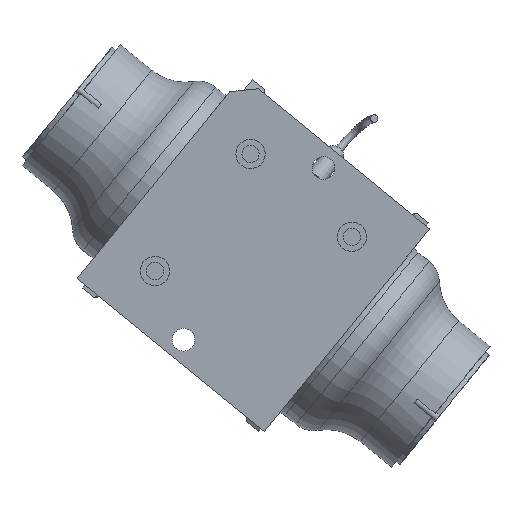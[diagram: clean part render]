
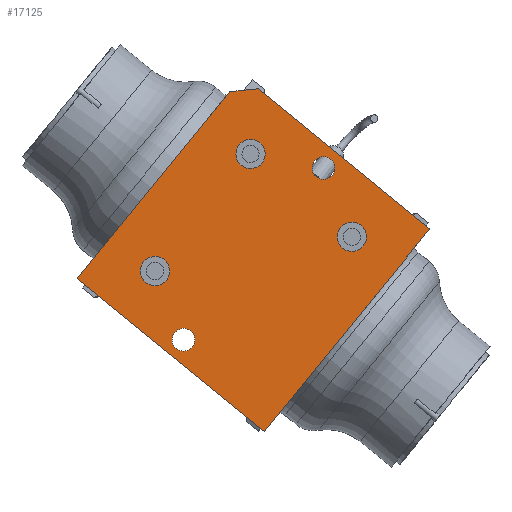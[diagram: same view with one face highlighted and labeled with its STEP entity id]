
A CAD part, front view. The second image highlights one B-rep face of the part: STEP entity #17125.
In plain terms, the highlighted face is planar.
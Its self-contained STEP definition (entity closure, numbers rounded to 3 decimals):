
#484=FACE_BOUND('',#2046,.T.);
#485=FACE_BOUND('',#2047,.T.);
#486=FACE_BOUND('',#2048,.T.);
#487=FACE_BOUND('',#2049,.T.);
#488=FACE_BOUND('',#2050,.T.);
#1268=FACE_OUTER_BOUND('',#2045,.T.);
#2045=EDGE_LOOP('',(#12650,#12651,#12652,#12653,#12654));
#2046=EDGE_LOOP('',(#12655));
#2047=EDGE_LOOP('',(#12656));
#2048=EDGE_LOOP('',(#12657));
#2049=EDGE_LOOP('',(#12658));
#2050=EDGE_LOOP('',(#12659));
#2952=LINE('',#25963,#4568);
#2997=LINE('',#26063,#4613);
#2999=LINE('',#26067,#4615);
#3009=LINE('',#26112,#4625);
#3011=LINE('',#26115,#4627);
#4568=VECTOR('',#20469,10.);
#4613=VECTOR('',#20560,10.);
#4615=VECTOR('',#20564,10.);
#4625=VECTOR('',#20620,10.);
#4627=VECTOR('',#20624,10.);
#5907=CIRCLE('',#18166,2.9);
#5910=CIRCLE('',#18172,2.9);
#5913=CIRCLE('',#18178,2.9);
#5914=CIRCLE('',#18181,2.25);
#5915=CIRCLE('',#18183,2.25);
#6871=VERTEX_POINT('',#25960);
#6872=VERTEX_POINT('',#25962);
#6904=VERTEX_POINT('',#26062);
#6905=VERTEX_POINT('',#26066);
#6908=VERTEX_POINT('',#26075);
#6911=VERTEX_POINT('',#26086);
#6914=VERTEX_POINT('',#26097);
#6915=VERTEX_POINT('',#26103);
#6916=VERTEX_POINT('',#26107);
#6917=VERTEX_POINT('',#26111);
#8996=EDGE_CURVE('',#6871,#6872,#2952,.T.);
#9046=EDGE_CURVE('',#6872,#6904,#2997,.T.);
#9048=EDGE_CURVE('',#6904,#6905,#2999,.T.);
#9052=EDGE_CURVE('',#6908,#6908,#5907,.T.);
#9057=EDGE_CURVE('',#6911,#6911,#5910,.T.);
#9062=EDGE_CURVE('',#6914,#6914,#5913,.T.);
#9066=EDGE_CURVE('',#6915,#6915,#5914,.T.);
#9068=EDGE_CURVE('',#6916,#6916,#5915,.T.);
#9069=EDGE_CURVE('',#6917,#6871,#3009,.T.);
#9071=EDGE_CURVE('',#6905,#6917,#3011,.T.);
#12650=ORIENTED_EDGE('',*,*,#9046,.F.);
#12651=ORIENTED_EDGE('',*,*,#8996,.F.);
#12652=ORIENTED_EDGE('',*,*,#9069,.F.);
#12653=ORIENTED_EDGE('',*,*,#9071,.F.);
#12654=ORIENTED_EDGE('',*,*,#9048,.F.);
#12655=ORIENTED_EDGE('',*,*,#9052,.T.);
#12656=ORIENTED_EDGE('',*,*,#9057,.T.);
#12657=ORIENTED_EDGE('',*,*,#9062,.T.);
#12658=ORIENTED_EDGE('',*,*,#9066,.T.);
#12659=ORIENTED_EDGE('',*,*,#9068,.T.);
#16579=PLANE('',#18186);
#17125=ADVANCED_FACE('',(#1268,#484,#485,#486,#487,#488),#16579,.F.);
#18166=AXIS2_PLACEMENT_3D('',#26076,#20574,#20575);
#18172=AXIS2_PLACEMENT_3D('',#26087,#20588,#20589);
#18178=AXIS2_PLACEMENT_3D('',#26098,#20602,#20603);
#18181=AXIS2_PLACEMENT_3D('',#26105,#20611,#20612);
#18183=AXIS2_PLACEMENT_3D('',#26109,#20616,#20617);
#18186=AXIS2_PLACEMENT_3D('',#26116,#20625,#20626);
#20469=DIRECTION('',(0.,-1.,0.));
#20560=DIRECTION('',(0.707,-0.707,0.));
#20564=DIRECTION('',(1.,0.,0.));
#20574=DIRECTION('center_axis',(0.,0.,1.));
#20575=DIRECTION('ref_axis',(-1.,0.,0.));
#20588=DIRECTION('center_axis',(0.,0.,1.));
#20589=DIRECTION('ref_axis',(-1.,0.,0.));
#20602=DIRECTION('center_axis',(0.,0.,1.));
#20603=DIRECTION('ref_axis',(-1.,0.,0.));
#20611=DIRECTION('center_axis',(0.,0.,1.));
#20612=DIRECTION('ref_axis',(1.,0.,0.));
#20616=DIRECTION('center_axis',(0.,0.,1.));
#20617=DIRECTION('ref_axis',(1.,0.,0.));
#20620=DIRECTION('',(-1.,0.,0.));
#20624=DIRECTION('',(0.,1.,0.));
#20625=DIRECTION('center_axis',(0.,0.,1.));
#20626=DIRECTION('ref_axis',(1.,0.,0.));
#25960=CARTESIAN_POINT('',(-24.,26.,0.));
#25962=CARTESIAN_POINT('',(-24.,-22.,0.));
#25963=CARTESIAN_POINT('',(-24.,26.,0.));
#26062=CARTESIAN_POINT('',(-20.,-26.,0.));
#26063=CARTESIAN_POINT('',(-22.5,-23.5,0.));
#26066=CARTESIAN_POINT('',(24.,-26.,0.));
#26067=CARTESIAN_POINT('',(-24.,-26.,0.));
#26075=CARTESIAN_POINT('',(-10.1,-15.,0.));
#26076=CARTESIAN_POINT('Origin',(-13.,-15.,0.));
#26086=CARTESIAN_POINT('',(-10.1,15.,0.));
#26087=CARTESIAN_POINT('Origin',(-13.,15.,0.));
#26097=CARTESIAN_POINT('',(15.9,-15.,0.));
#26098=CARTESIAN_POINT('Origin',(13.,-15.,0.));
#26103=CARTESIAN_POINT('',(-2.25,22.,0.));
#26105=CARTESIAN_POINT('Origin',(0.,22.,0.));
#26107=CARTESIAN_POINT('',(-2.25,-22.,0.));
#26109=CARTESIAN_POINT('Origin',(0.,-22.,0.));
#26111=CARTESIAN_POINT('',(24.,26.,0.));
#26112=CARTESIAN_POINT('',(24.,26.,0.));
#26115=CARTESIAN_POINT('',(24.,-26.,0.));
#26116=CARTESIAN_POINT('Origin',(0.,0.,
0.));
